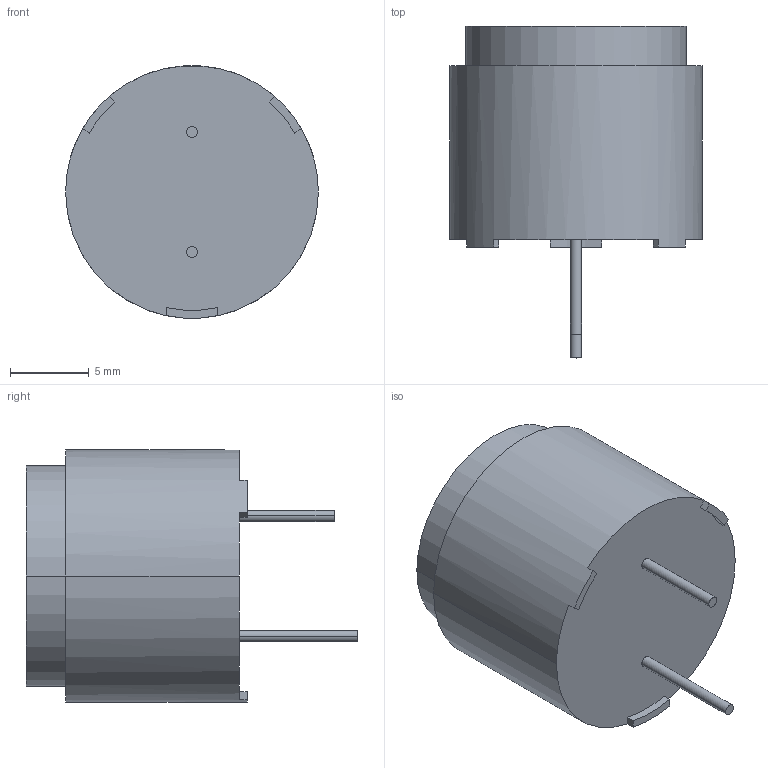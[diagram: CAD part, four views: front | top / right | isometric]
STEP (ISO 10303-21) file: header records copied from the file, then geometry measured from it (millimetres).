
FILE_DESCRIPTION((''),'2;1');
FILE_NAME('SAMPLE4','2021-10-20T18:34:44',('meixiliu'),(''),'CREO PARAMETRIC BY PTC INC, 2018050','CREO PARAMETRIC BY PTC INC, 2018050','');
FILE_SCHEMA(('CONFIG_CONTROL_DESIGN','SHAPE_APPEARANCE_LAYERS_GROUPS'));
Length unit declared in the file: millimetre
Products named in the file (1): SAMPLE4
Bounding box: 16 x 21 x 16 mm (x, y, z)
Volume: 2595.5 mm3; surface area: 1119.2 mm2
Topology: 1 solids, 1 shells, 28 faces, 66 edges, 44 vertices
Faces by surface type: plane 15, cylinder 13
Entity records: 893 total; most frequent: DIRECTION 154, CARTESIAN_POINT 138, ORIENTED_EDGE 132, EDGE_CURVE 66, AXIS2_PLACEMENT_3D 60, VERTEX_POINT 44, VECTOR 34, LINE 34
